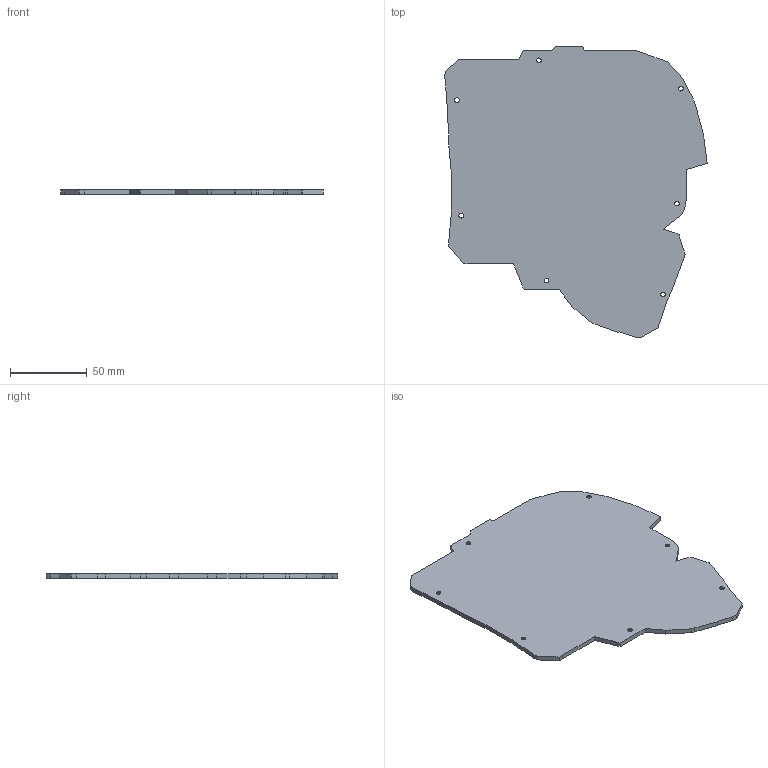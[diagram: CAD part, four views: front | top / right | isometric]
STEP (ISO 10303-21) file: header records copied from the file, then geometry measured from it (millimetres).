
FILE_DESCRIPTION(('Open CASCADE Model'),'2;1');
FILE_NAME('Open CASCADE Shape Model','2025-03-27T18:04:22',('Author'),( 'Open CASCADE'),'Open CASCADE STEP processor 7.7','Open CASCADE 7.7' ,'Unknown');
FILE_SCHEMA(('AUTOMOTIVE_DESIGN { 1 0 10303 214 1 1 1 1 }'));
Length unit declared in the file: millimetre
Products named in the file (1): Open CASCADE STEP translator 7.7 276
Bounding box: 170.88 x 189.69 x 3 mm (x, y, z)
Volume: 73117.4 mm3; surface area: 50921.6 mm2
Topology: 1 solids, 1 shells, 74 faces, 209 edges, 137 vertices
Faces by surface type: plane 60, cone 7, cylinder 7
Full cylindrical faces by diameter (mm): 3 x7
Entity records: 5155 total; most frequent: CARTESIAN_POINT 923, DIRECTION 784, LINE 592, VECTOR 592, ORIENTED_EDGE 418, PCURVE 418, DEFINITIONAL_REPRESENTATION 418, EDGE_CURVE 209
